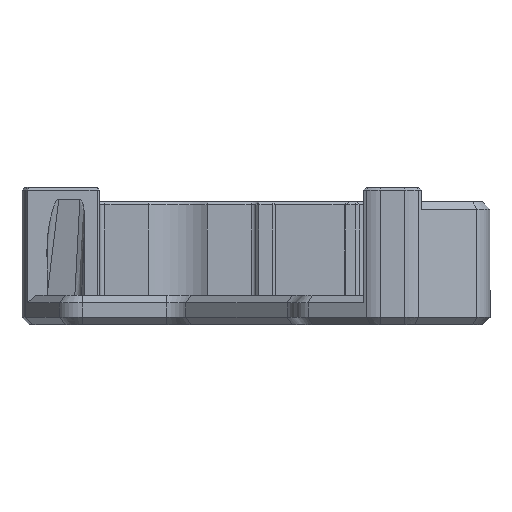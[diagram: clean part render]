
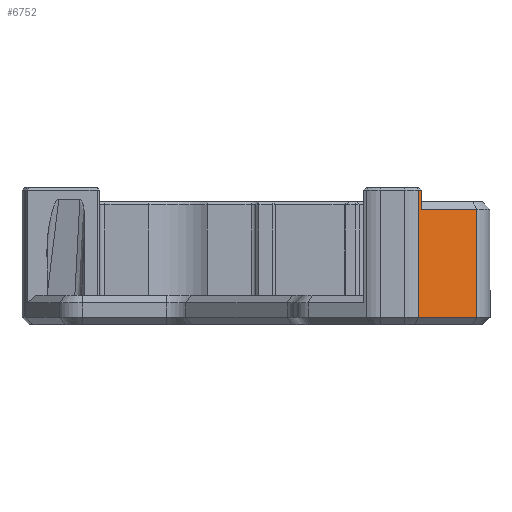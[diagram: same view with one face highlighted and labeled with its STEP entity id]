
A CAD part, front view. The second image highlights one B-rep face of the part: STEP entity #6752.
In plain terms, the highlighted planar face has unit normal (0.5, -0.866, 0).
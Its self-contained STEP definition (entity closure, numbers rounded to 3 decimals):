
#163 = CARTESIAN_POINT ( 'NONE',  ( 24.95, -37.452, 7.275 ) ) ;
#176 = VECTOR ( 'NONE', #5986, 1000. ) ;
#661 = CARTESIAN_POINT ( 'NONE',  ( 24.95, -37.452, 13.8 ) ) ;
#773 = CARTESIAN_POINT ( 'NONE',  ( 24.629, -37.637, 0.74 ) ) ;
#1169 = EDGE_CURVE ( 'NONE', #8349, #17754, #14960, .T. ) ;
#1215 = EDGE_CURVE ( 'NONE', #15553, #12702, #11993, .T. ) ;
#1965 = DIRECTION ( 'NONE',  ( -0.866, -0.5, 0. ) ) ;
#2016 = VECTOR ( 'NONE', #18242, 1000. ) ;
#2136 = ORIENTED_EDGE ( 'NONE', *, *, #2342, .T. ) ;
#2342 = EDGE_CURVE ( 'NONE', #17214, #15553, #12088, .T. ) ;
#3309 = EDGE_CURVE ( 'NONE', #12702, #7169, #13857, .T. ) ;
#3349 = PLANE ( 'NONE',  #8224 ) ;
#4646 = LINE ( 'NONE', #16405, #10173 ) ;
#4931 = CARTESIAN_POINT ( 'NONE',  ( 24.95, -37.452, 11.85 ) ) ;
#5397 = CARTESIAN_POINT ( 'NONE',  ( 24.638, -37.632, 13.8 ) ) ;
#5927 = ORIENTED_EDGE ( 'NONE', *, *, #10076, .T. ) ;
#5986 = DIRECTION ( 'NONE',  ( 0., 0., 1. ) ) ;
#6320 = FACE_OUTER_BOUND ( 'NONE', #15780, .T. ) ;
#6752 = ADVANCED_FACE ( 'NONE', ( #6320 ), #3349, .T. ) ;
#6872 = ORIENTED_EDGE ( 'NONE', *, *, #1169, .F. ) ;
#7169 = VERTEX_POINT ( 'NONE', #5397 ) ;
#7239 = ORIENTED_EDGE ( 'NONE', *, *, #1215, .T. ) ;
#7613 = CARTESIAN_POINT ( 'NONE',  ( 27.632, -35.903, 11.85 ) ) ;
#7698 = CARTESIAN_POINT ( 'NONE',  ( 30.625, -34.175, 0.75 ) ) ;
#8224 = AXIS2_PLACEMENT_3D ( 'NONE', #773, #12138, #10896 ) ;
#8349 = VERTEX_POINT ( 'NONE', #8640 ) ;
#8640 = CARTESIAN_POINT ( 'NONE',  ( 30.625, -34.175, 0.75 ) ) ;
#8701 = VECTOR ( 'NONE', #17823, 1000. ) ;
#10076 = EDGE_CURVE ( 'NONE', #7169, #17754, #11576, .T. ) ;
#10173 = VECTOR ( 'NONE', #13442, 1000. ) ;
#10241 = CARTESIAN_POINT ( 'NONE',  ( 24.638, -37.632, 7.275 ) ) ;
#10896 = DIRECTION ( 'NONE',  ( 0.866, 0.5, 0. ) ) ;
#10967 = EDGE_CURVE ( 'NONE', #8349, #17214, #4646, .T. ) ;
#11136 = VECTOR ( 'NONE', #1965, 1000. ) ;
#11576 = LINE ( 'NONE', #10241, #17460 ) ;
#11993 = LINE ( 'NONE', #163, #176 ) ;
#12088 = LINE ( 'NONE', #7613, #11136 ) ;
#12138 = DIRECTION ( 'NONE',  ( 0.5, -0.866, 0. ) ) ;
#12413 = CARTESIAN_POINT ( 'NONE',  ( 27.632, -35.903, 13.8 ) ) ;
#12702 = VERTEX_POINT ( 'NONE', #661 ) ;
#13442 = DIRECTION ( 'NONE',  ( 0., 0., 1. ) ) ;
#13857 = LINE ( 'NONE', #12413, #2016 ) ;
#14960 = LINE ( 'NONE', #7698, #8701 ) ;
#15553 = VERTEX_POINT ( 'NONE', #4931 ) ;
#15780 = EDGE_LOOP ( 'NONE', ( #2136, #7239, #18110, #5927, #6872, #16058 ) ) ;
#16058 = ORIENTED_EDGE ( 'NONE', *, *, #10967, .T. ) ;
#16080 = DIRECTION ( 'NONE',  ( 0., 0., -1. ) ) ;
#16258 = CARTESIAN_POINT ( 'NONE',  ( 24.638, -37.632, 0.75 ) ) ;
#16405 = CARTESIAN_POINT ( 'NONE',  ( 30.625, -34.175, 7.275 ) ) ;
#17214 = VERTEX_POINT ( 'NONE', #17223 ) ;
#17223 = CARTESIAN_POINT ( 'NONE',  ( 30.625, -34.175, 11.85 ) ) ;
#17460 = VECTOR ( 'NONE', #16080, 1000. ) ;
#17754 = VERTEX_POINT ( 'NONE', #16258 ) ;
#17823 = DIRECTION ( 'NONE',  ( -0.866, -0.5, 0. ) ) ;
#18110 = ORIENTED_EDGE ( 'NONE', *, *, #3309, .T. ) ;
#18242 = DIRECTION ( 'NONE',  ( -0.866, -0.5, 0. ) ) ;
